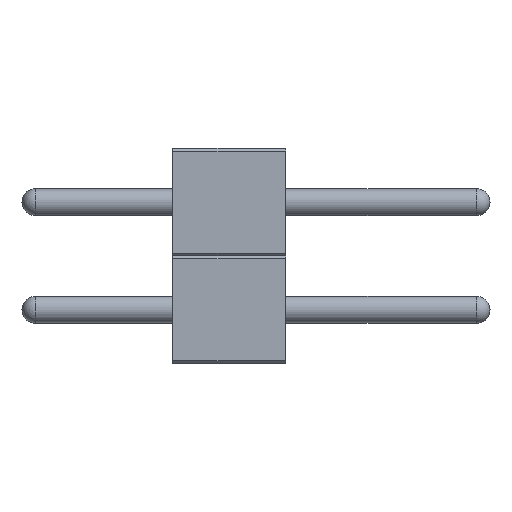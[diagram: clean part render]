
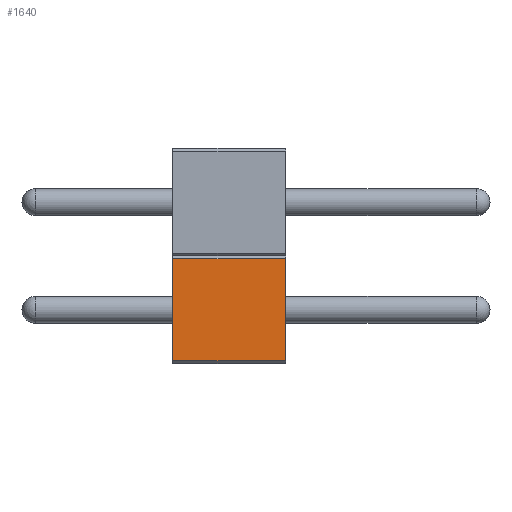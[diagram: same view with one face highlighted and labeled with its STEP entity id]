
A CAD part, left-side view. The second image highlights one B-rep face of the part: STEP entity #1640.
In plain terms, the highlighted planar face has unit normal (-1, 0, 0).
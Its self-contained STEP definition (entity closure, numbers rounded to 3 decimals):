
#331 = DIRECTION ( 'NONE',  ( 0., -1., 0. ) ) ;
#386 = EDGE_LOOP ( 'NONE', ( #9375, #6361, #6712, #13552 ) ) ;
#1189 = PLANE ( 'NONE',  #13882 ) ;
#1526 = CARTESIAN_POINT ( 'NONE',  ( -0.9, 0., -0.95 ) ) ;
#1640 = ADVANCED_FACE ( 'NONE', ( #5871 ), #1189, .F. ) ;
#1664 = CARTESIAN_POINT ( 'NONE',  ( -0.9, 0., 0. ) ) ;
#1673 = VERTEX_POINT ( 'NONE', #8653 ) ;
#1680 = LINE ( 'NONE', #2701, #13315 ) ;
#2701 = CARTESIAN_POINT ( 'NONE',  ( -0.9, 2.1, 0. ) ) ;
#2743 = CARTESIAN_POINT ( 'NONE',  ( -0.9, 0., 0.95 ) ) ;
#3268 = CARTESIAN_POINT ( 'NONE',  ( -0.9, 2.1, -0.95 ) ) ;
#3337 = VECTOR ( 'NONE', #331, 1000. ) ;
#3467 = VERTEX_POINT ( 'NONE', #2743 ) ;
#3525 = LINE ( 'NONE', #13647, #7888 ) ;
#3682 = DIRECTION ( 'NONE',  ( 0., 0., 1. ) ) ;
#5014 = EDGE_CURVE ( 'NONE', #11761, #3467, #5456, .T. ) ;
#5456 = LINE ( 'NONE', #1664, #9313 ) ;
#5533 = CARTESIAN_POINT ( 'NONE',  ( -0.9, 4.9, 3.948 ) ) ;
#5871 = FACE_OUTER_BOUND ( 'NONE', #386, .T. ) ;
#6361 = ORIENTED_EDGE ( 'NONE', *, *, #6531, .F. ) ;
#6531 = EDGE_CURVE ( 'NONE', #1673, #3467, #12283, .T. ) ;
#6712 = ORIENTED_EDGE ( 'NONE', *, *, #11770, .F. ) ;
#7687 = EDGE_CURVE ( 'NONE', #11761, #7972, #3525, .T. ) ;
#7888 = VECTOR ( 'NONE', #12430, 1000. ) ;
#7972 = VERTEX_POINT ( 'NONE', #3268 ) ;
#8653 = CARTESIAN_POINT ( 'NONE',  ( -0.9, 2.1, 0.95 ) ) ;
#9313 = VECTOR ( 'NONE', #12482, 1000. ) ;
#9375 = ORIENTED_EDGE ( 'NONE', *, *, #5014, .T. ) ;
#9929 = DIRECTION ( 'NONE',  ( 1., 0., 0. ) ) ;
#11009 = DIRECTION ( 'NONE',  ( 0., 0., -1. ) ) ;
#11761 = VERTEX_POINT ( 'NONE', #1526 ) ;
#11770 = EDGE_CURVE ( 'NONE', #7972, #1673, #1680, .T. ) ;
#12283 = LINE ( 'NONE', #13375, #3337 ) ;
#12430 = DIRECTION ( 'NONE',  ( 0., 1., 0. ) ) ;
#12482 = DIRECTION ( 'NONE',  ( 0., 0., 1. ) ) ;
#13315 = VECTOR ( 'NONE', #3682, 1000. ) ;
#13375 = CARTESIAN_POINT ( 'NONE',  ( -0.9, 2.1, 0.95 ) ) ;
#13552 = ORIENTED_EDGE ( 'NONE', *, *, #7687, .F. ) ;
#13647 = CARTESIAN_POINT ( 'NONE',  ( -0.9, 2.1, -0.95 ) ) ;
#13882 = AXIS2_PLACEMENT_3D ( 'NONE', #5533, #9929, #11009 ) ;
